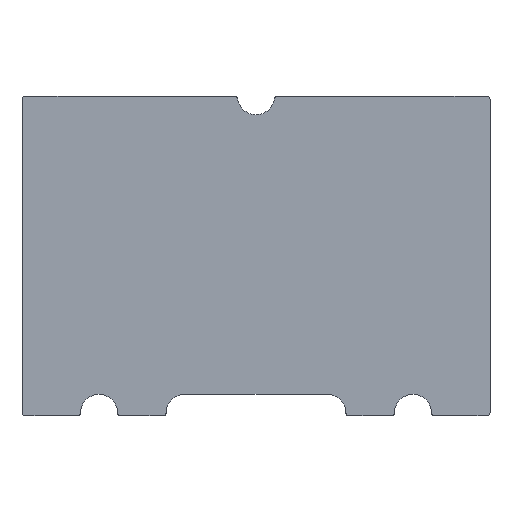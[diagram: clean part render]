
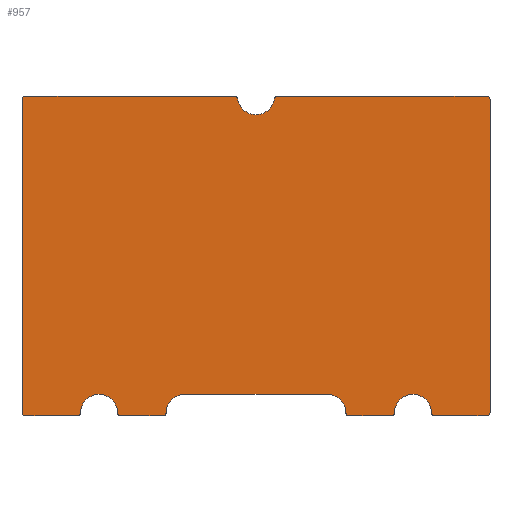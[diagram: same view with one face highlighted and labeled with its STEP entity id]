
A CAD part, top view. The second image highlights one B-rep face of the part: STEP entity #957.
In plain terms, the highlighted planar face has unit normal (0, 0, 1).
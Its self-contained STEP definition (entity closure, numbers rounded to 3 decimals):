
#24 = VERTEX_POINT('',#25);
#25 = CARTESIAN_POINT('',(61.5,-55.,1.5));
#31 = EDGE_CURVE('',#24,#32,#34,.T.);
#32 = VERTEX_POINT('',#33);
#33 = CARTESIAN_POINT('',(62.5,-56.,1.5));
#34 = CIRCLE('',#35,1.);
#35 = AXIS2_PLACEMENT_3D('',#36,#37,#38);
#36 = CARTESIAN_POINT('',(62.5,-55.,1.5));
#37 = DIRECTION('',(0.,0.,1.));
#38 = DIRECTION('',(1.,0.,0.));
#64 = EDGE_CURVE('',#32,#65,#67,.T.);
#65 = VERTEX_POINT('',#66);
#66 = CARTESIAN_POINT('',(81.,-56.,1.5));
#67 = LINE('',#68,#69);
#68 = CARTESIAN_POINT('',(62.5,-56.,1.5));
#69 = VECTOR('',#70,1.);
#70 = DIRECTION('',(1.,0.,0.));
#95 = EDGE_CURVE('',#65,#96,#98,.T.);
#96 = VERTEX_POINT('',#97);
#97 = CARTESIAN_POINT('',(82.,-55.,1.5));
#98 = CIRCLE('',#99,1.);
#99 = AXIS2_PLACEMENT_3D('',#100,#101,#102);
#100 = CARTESIAN_POINT('',(81.,-55.,1.5));
#101 = DIRECTION('',(0.,0.,1.));
#102 = DIRECTION('',(1.,0.,0.));
#128 = EDGE_CURVE('',#96,#129,#131,.T.);
#129 = VERTEX_POINT('',#130);
#130 = CARTESIAN_POINT('',(82.,55.,1.5));
#131 = LINE('',#132,#133);
#132 = CARTESIAN_POINT('',(82.,-55.,1.5));
#133 = VECTOR('',#134,1.);
#134 = DIRECTION('',(0.,1.,0.));
#159 = EDGE_CURVE('',#129,#160,#162,.T.);
#160 = VERTEX_POINT('',#161);
#161 = CARTESIAN_POINT('',(81.,56.,1.5));
#162 = CIRCLE('',#163,1.);
#163 = AXIS2_PLACEMENT_3D('',#164,#165,#166);
#164 = CARTESIAN_POINT('',(81.,55.,1.5));
#165 = DIRECTION('',(0.,0.,1.));
#166 = DIRECTION('',(1.,0.,0.));
#192 = EDGE_CURVE('',#160,#193,#195,.T.);
#193 = VERTEX_POINT('',#194);
#194 = CARTESIAN_POINT('',(7.433,56.,1.5));
#195 = LINE('',#196,#197);
#196 = CARTESIAN_POINT('',(81.,56.,1.5));
#197 = VECTOR('',#198,1.);
#198 = DIRECTION('',(-1.,0.,0.));
#223 = EDGE_CURVE('',#193,#224,#226,.T.);
#224 = VERTEX_POINT('',#225);
#225 = CARTESIAN_POINT('',(6.442,55.133,1.5));
#226 = CIRCLE('',#227,1.);
#227 = AXIS2_PLACEMENT_3D('',#228,#229,#230);
#228 = CARTESIAN_POINT('',(7.433,55.,1.5));
#229 = DIRECTION('',(0.,0.,1.));
#230 = DIRECTION('',(1.,0.,0.));
#258 = VERTEX_POINT('',#259);
#259 = CARTESIAN_POINT('',(0.,49.5,1.5));
#265 = EDGE_CURVE('',#258,#224,#266,.T.);
#266 = CIRCLE('',#267,6.5);
#267 = AXIS2_PLACEMENT_3D('',#268,#269,#270);
#268 = CARTESIAN_POINT('',(0.,56.,1.5));
#269 = DIRECTION('',(0.,0.,1.));
#270 = DIRECTION('',(1.,0.,0.));
#291 = VERTEX_POINT('',#292);
#292 = CARTESIAN_POINT('',(-6.442,55.133,1.5));
#298 = EDGE_CURVE('',#291,#258,#299,.T.);
#299 = CIRCLE('',#300,6.5);
#300 = AXIS2_PLACEMENT_3D('',#301,#302,#303);
#301 = CARTESIAN_POINT('',(0.,56.,1.5));
#302 = DIRECTION('',(0.,0.,1.));
#303 = DIRECTION('',(1.,0.,0.));
#322 = EDGE_CURVE('',#291,#323,#325,.T.);
#323 = VERTEX_POINT('',#324);
#324 = CARTESIAN_POINT('',(-7.433,56.,1.5));
#325 = CIRCLE('',#326,1.);
#326 = AXIS2_PLACEMENT_3D('',#327,#328,#329);
#327 = CARTESIAN_POINT('',(-7.433,55.,1.5));
#328 = DIRECTION('',(0.,0.,1.));
#329 = DIRECTION('',(1.,0.,0.));
#357 = VERTEX_POINT('',#358);
#358 = CARTESIAN_POINT('',(-81.,56.,1.5));
#364 = EDGE_CURVE('',#357,#323,#365,.T.);
#365 = LINE('',#366,#367);
#366 = CARTESIAN_POINT('',(-81.,56.,1.5));
#367 = VECTOR('',#368,1.);
#368 = DIRECTION('',(1.,0.,0.));
#386 = EDGE_CURVE('',#357,#387,#389,.T.);
#387 = VERTEX_POINT('',#388);
#388 = CARTESIAN_POINT('',(-82.,55.,1.5));
#389 = CIRCLE('',#390,1.);
#390 = AXIS2_PLACEMENT_3D('',#391,#392,#393);
#391 = CARTESIAN_POINT('',(-81.,55.,1.5));
#392 = DIRECTION('',(0.,0.,1.));
#393 = DIRECTION('',(1.,0.,0.));
#421 = VERTEX_POINT('',#422);
#422 = CARTESIAN_POINT('',(-82.,-55.,1.5));
#428 = EDGE_CURVE('',#421,#387,#429,.T.);
#429 = LINE('',#430,#431);
#430 = CARTESIAN_POINT('',(-82.,-55.,1.5));
#431 = VECTOR('',#432,1.);
#432 = DIRECTION('',(0.,1.,0.));
#450 = EDGE_CURVE('',#421,#451,#453,.T.);
#451 = VERTEX_POINT('',#452);
#452 = CARTESIAN_POINT('',(-81.,-56.,1.5));
#453 = CIRCLE('',#454,1.);
#454 = AXIS2_PLACEMENT_3D('',#455,#456,#457);
#455 = CARTESIAN_POINT('',(-81.,-55.,1.5));
#456 = DIRECTION('',(0.,0.,1.));
#457 = DIRECTION('',(1.,0.,0.));
#485 = VERTEX_POINT('',#486);
#486 = CARTESIAN_POINT('',(-62.5,-56.,1.5));
#492 = EDGE_CURVE('',#485,#451,#493,.T.);
#493 = LINE('',#494,#495);
#494 = CARTESIAN_POINT('',(-62.5,-56.,1.5));
#495 = VECTOR('',#496,1.);
#496 = DIRECTION('',(-1.,0.,0.));
#514 = EDGE_CURVE('',#485,#515,#517,.T.);
#515 = VERTEX_POINT('',#516);
#516 = CARTESIAN_POINT('',(-61.5,-55.,1.5));
#517 = CIRCLE('',#518,1.);
#518 = AXIS2_PLACEMENT_3D('',#519,#520,#521);
#519 = CARTESIAN_POINT('',(-62.5,-55.,1.5));
#520 = DIRECTION('',(0.,0.,1.));
#521 = DIRECTION('',(1.,0.,0.));
#549 = VERTEX_POINT('',#550);
#550 = CARTESIAN_POINT('',(-48.5,-55.,1.5));
#556 = EDGE_CURVE('',#549,#515,#557,.T.);
#557 = CIRCLE('',#558,6.5);
#558 = AXIS2_PLACEMENT_3D('',#559,#560,#561);
#559 = CARTESIAN_POINT('',(-55.,-55.,1.5));
#560 = DIRECTION('',(0.,0.,1.));
#561 = DIRECTION('',(1.,0.,0.));
#580 = EDGE_CURVE('',#549,#581,#583,.T.);
#581 = VERTEX_POINT('',#582);
#582 = CARTESIAN_POINT('',(-47.5,-56.,1.5));
#583 = CIRCLE('',#584,1.);
#584 = AXIS2_PLACEMENT_3D('',#585,#586,#587);
#585 = CARTESIAN_POINT('',(-47.5,-55.,1.5));
#586 = DIRECTION('',(0.,0.,1.));
#587 = DIRECTION('',(1.,0.,0.));
#615 = VERTEX_POINT('',#616);
#616 = CARTESIAN_POINT('',(-32.5,-56.,1.5));
#622 = EDGE_CURVE('',#615,#581,#623,.T.);
#623 = LINE('',#624,#625);
#624 = CARTESIAN_POINT('',(-32.5,-56.,1.5));
#625 = VECTOR('',#626,1.);
#626 = DIRECTION('',(-1.,0.,0.));
#644 = EDGE_CURVE('',#615,#645,#647,.T.);
#645 = VERTEX_POINT('',#646);
#646 = CARTESIAN_POINT('',(-31.5,-55.,1.5));
#647 = CIRCLE('',#648,1.);
#648 = AXIS2_PLACEMENT_3D('',#649,#650,#651);
#649 = CARTESIAN_POINT('',(-32.5,-55.,1.5));
#650 = DIRECTION('',(0.,0.,1.));
#651 = DIRECTION('',(1.,0.,0.));
#679 = VERTEX_POINT('',#680);
#680 = CARTESIAN_POINT('',(-25.,-48.5,1.5));
#686 = EDGE_CURVE('',#679,#645,#687,.T.);
#687 = CIRCLE('',#688,6.5);
#688 = AXIS2_PLACEMENT_3D('',#689,#690,#691);
#689 = CARTESIAN_POINT('',(-25.,-55.,1.5));
#690 = DIRECTION('',(0.,0.,1.));
#691 = DIRECTION('',(1.,0.,0.));
#710 = EDGE_CURVE('',#679,#711,#713,.T.);
#711 = VERTEX_POINT('',#712);
#712 = CARTESIAN_POINT('',(0.,-48.5,1.5));
#713 = LINE('',#714,#715);
#714 = CARTESIAN_POINT('',(-25.,-48.5,1.5));
#715 = VECTOR('',#716,1.);
#716 = DIRECTION('',(1.,0.,0.));
#743 = VERTEX_POINT('',#744);
#744 = CARTESIAN_POINT('',(25.,-48.5,1.5));
#750 = EDGE_CURVE('',#743,#711,#751,.T.);
#751 = LINE('',#752,#753);
#752 = CARTESIAN_POINT('',(25.,-48.5,1.5));
#753 = VECTOR('',#754,1.);
#754 = DIRECTION('',(-1.,0.,0.));
#774 = VERTEX_POINT('',#775);
#775 = CARTESIAN_POINT('',(31.5,-55.,1.5));
#781 = EDGE_CURVE('',#774,#743,#782,.T.);
#782 = CIRCLE('',#783,6.5);
#783 = AXIS2_PLACEMENT_3D('',#784,#785,#786);
#784 = CARTESIAN_POINT('',(25.,-55.,1.5));
#785 = DIRECTION('',(0.,0.,1.));
#786 = DIRECTION('',(1.,0.,0.));
#805 = EDGE_CURVE('',#774,#806,#808,.T.);
#806 = VERTEX_POINT('',#807);
#807 = CARTESIAN_POINT('',(32.5,-56.,1.5));
#808 = CIRCLE('',#809,1.);
#809 = AXIS2_PLACEMENT_3D('',#810,#811,#812);
#810 = CARTESIAN_POINT('',(32.5,-55.,1.5));
#811 = DIRECTION('',(0.,0.,1.));
#812 = DIRECTION('',(1.,0.,0.));
#838 = EDGE_CURVE('',#806,#839,#841,.T.);
#839 = VERTEX_POINT('',#840);
#840 = CARTESIAN_POINT('',(47.5,-56.,1.5));
#841 = LINE('',#842,#843);
#842 = CARTESIAN_POINT('',(32.5,-56.,1.5));
#843 = VECTOR('',#844,1.);
#844 = DIRECTION('',(1.,0.,0.));
#869 = EDGE_CURVE('',#839,#870,#872,.T.);
#870 = VERTEX_POINT('',#871);
#871 = CARTESIAN_POINT('',(48.5,-55.,1.5));
#872 = CIRCLE('',#873,1.);
#873 = AXIS2_PLACEMENT_3D('',#874,#875,#876);
#874 = CARTESIAN_POINT('',(47.5,-55.,1.5));
#875 = DIRECTION('',(0.,0.,1.));
#876 = DIRECTION('',(1.,0.,0.));
#902 = EDGE_CURVE('',#24,#870,#903,.T.);
#903 = CIRCLE('',#904,6.5);
#904 = AXIS2_PLACEMENT_3D('',#905,#906,#907);
#905 = CARTESIAN_POINT('',(55.,-55.,1.5));
#906 = DIRECTION('',(0.,0.,1.));
#907 = DIRECTION('',(1.,0.,0.));
#957 = ADVANCED_FACE('',(#958),#988,.T.);
#958 = FACE_BOUND('',#959,.T.);
#959 = EDGE_LOOP('',(#960,#961,#962,#963,#964,#965,#966,#967,#968,#969,
    #970,#971,#972,#973,#974,#975,#976,#977,#978,#979,#980,#981,#982,
    #983,#984,#985,#986,#987));
#960 = ORIENTED_EDGE('',*,*,#31,.T.);
#961 = ORIENTED_EDGE('',*,*,#64,.T.);
#962 = ORIENTED_EDGE('',*,*,#95,.T.);
#963 = ORIENTED_EDGE('',*,*,#128,.T.);
#964 = ORIENTED_EDGE('',*,*,#159,.T.);
#965 = ORIENTED_EDGE('',*,*,#192,.T.);
#966 = ORIENTED_EDGE('',*,*,#223,.T.);
#967 = ORIENTED_EDGE('',*,*,#265,.F.);
#968 = ORIENTED_EDGE('',*,*,#298,.F.);
#969 = ORIENTED_EDGE('',*,*,#322,.T.);
#970 = ORIENTED_EDGE('',*,*,#364,.F.);
#971 = ORIENTED_EDGE('',*,*,#386,.T.);
#972 = ORIENTED_EDGE('',*,*,#428,.F.);
#973 = ORIENTED_EDGE('',*,*,#450,.T.);
#974 = ORIENTED_EDGE('',*,*,#492,.F.);
#975 = ORIENTED_EDGE('',*,*,#514,.T.);
#976 = ORIENTED_EDGE('',*,*,#556,.F.);
#977 = ORIENTED_EDGE('',*,*,#580,.T.);
#978 = ORIENTED_EDGE('',*,*,#622,.F.);
#979 = ORIENTED_EDGE('',*,*,#644,.T.);
#980 = ORIENTED_EDGE('',*,*,#686,.F.);
#981 = ORIENTED_EDGE('',*,*,#710,.T.);
#982 = ORIENTED_EDGE('',*,*,#750,.F.);
#983 = ORIENTED_EDGE('',*,*,#781,.F.);
#984 = ORIENTED_EDGE('',*,*,#805,.T.);
#985 = ORIENTED_EDGE('',*,*,#838,.T.);
#986 = ORIENTED_EDGE('',*,*,#869,.T.);
#987 = ORIENTED_EDGE('',*,*,#902,.F.);
#988 = PLANE('',#989);
#989 = AXIS2_PLACEMENT_3D('',#990,#991,#992);
#990 = CARTESIAN_POINT('',(0.,-0.637,1.5));
#991 = DIRECTION('',(0.,0.,1.));
#992 = DIRECTION('',(1.,0.,0.));
